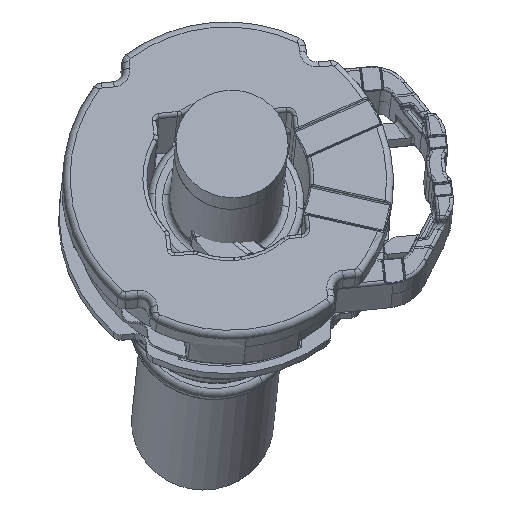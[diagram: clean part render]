
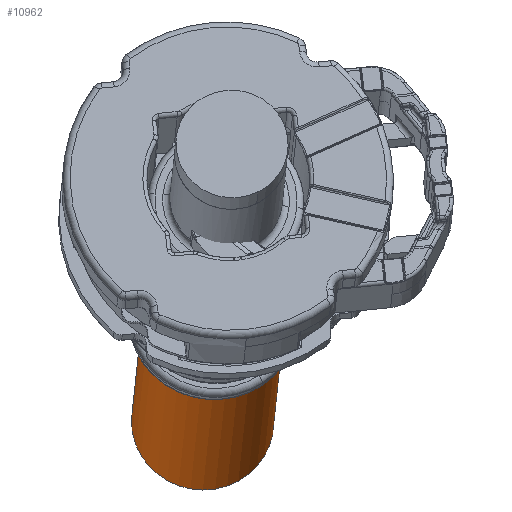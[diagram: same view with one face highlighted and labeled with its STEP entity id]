
A CAD part, left-side view. The second image highlights one B-rep face of the part: STEP entity #10962.
In plain terms, the highlighted cylindrical face has radius 5 mm (diameter 10 mm), a partial arc.
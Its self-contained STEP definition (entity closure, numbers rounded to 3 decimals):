
#10909=AXIS2_PLACEMENT_3D('Cylinder Axis2P3D',#10906,#10907,#10908) ;
#10948=AXIS2_PLACEMENT_3D('Circle Axis2P3D',#10946,#10947,$) ;
#10953=AXIS2_PLACEMENT_3D('Circle Axis2P3D',#10951,#10952,$) ;
#10906=CARTESIAN_POINT('Axis2P3D Location',(72.318,0.152,-30.242)) ;
#10915=CARTESIAN_POINT('Vertex',(84.133,5.53,-33.809)) ;
#10917=CARTESIAN_POINT('Vertex',(84.438,-4.465,-33.854)) ;
#10920=CARTESIAN_POINT('Line Origine',(72.165,5.149,-30.22)) ;
#10924=CARTESIAN_POINT('Vertex',(60.198,4.769,-26.631)) ;
#10931=CARTESIAN_POINT('Vertex',(60.503,-5.227,-26.675)) ;
#10934=CARTESIAN_POINT('Line Origine',(72.47,-4.846,-30.265)) ;
#10946=CARTESIAN_POINT('Axis2P3D Location',(84.285,0.533,-33.832)) ;
#10951=CARTESIAN_POINT('Axis2P3D Location',(60.35,-0.229,-26.653)) ;
#10907=DIRECTION('Axis2P3D Direction',(0.957,0.03,-0.287)) ;
#10908=DIRECTION('Axis2P3D XDirection',(-0.03,1.,0.004)) ;
#10921=DIRECTION('Vector Direction',(0.957,0.03,-0.287)) ;
#10935=DIRECTION('Vector Direction',(0.957,0.03,-0.287)) ;
#10947=DIRECTION('Axis2P3D Direction',(0.957,0.03,-0.287)) ;
#10952=DIRECTION('Axis2P3D Direction',(0.957,0.03,-0.287)) ;
#10922=VECTOR('Line Direction',#10921,1.) ;
#10936=VECTOR('Line Direction',#10935,1.) ;
#10957=ORIENTED_EDGE('',*,*,#10950,.F.) ;
#10958=ORIENTED_EDGE('',*,*,#10938,.T.) ;
#10959=ORIENTED_EDGE('',*,*,#10955,.T.) ;
#10960=ORIENTED_EDGE('',*,*,#10926,.F.) ;
#10962=ADVANCED_FACE('Hose NW4',(#10961),#10910,.T.) ;
#10949=CIRCLE('generated circle',#10948,5.) ;
#10954=CIRCLE('generated circle',#10953,5.) ;
#10910=CYLINDRICAL_SURFACE('generated cylinder',#10909,5.) ;
#10926=EDGE_CURVE('',#10916,#10925,#10923,.F.) ;
#10938=EDGE_CURVE('',#10918,#10932,#10937,.F.) ;
#10950=EDGE_CURVE('',#10918,#10916,#10949,.T.) ;
#10955=EDGE_CURVE('',#10932,#10925,#10954,.T.) ;
#10956=EDGE_LOOP('',(#10957,#10958,#10959,#10960)) ;
#10961=FACE_OUTER_BOUND('',#10956,.T.) ;
#10923=LINE('Line',#10920,#10922) ;
#10937=LINE('Line',#10934,#10936) ;
#10916=VERTEX_POINT('',#10915) ;
#10918=VERTEX_POINT('',#10917) ;
#10925=VERTEX_POINT('',#10924) ;
#10932=VERTEX_POINT('',#10931) ;
